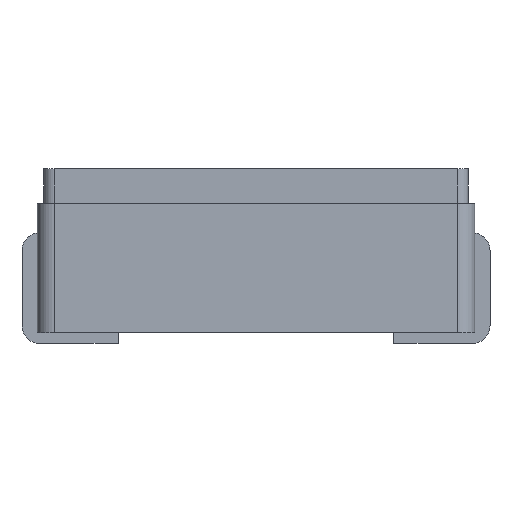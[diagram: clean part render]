
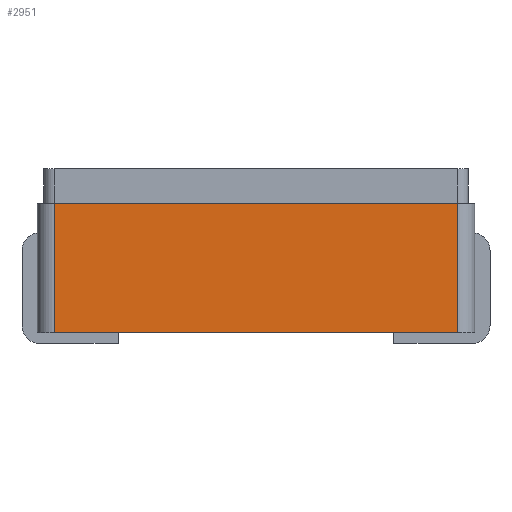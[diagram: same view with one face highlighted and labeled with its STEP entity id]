
A CAD part, front view. The second image highlights one B-rep face of the part: STEP entity #2951.
In plain terms, the highlighted planar face has unit normal (0, -1, 0).
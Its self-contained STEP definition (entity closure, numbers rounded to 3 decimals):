
#445=ORIENTED_EDGE('',*,*,#941,.F.);
#446=ORIENTED_EDGE('',*,*,#899,.T.);
#447=ORIENTED_EDGE('',*,*,#938,.T.);
#448=ORIENTED_EDGE('',*,*,#930,.T.);
#899=EDGE_CURVE('',#1214,#1213,#1438,.T.);
#930=EDGE_CURVE('',#1236,#1235,#1461,.T.);
#938=EDGE_CURVE('',#1213,#1236,#1466,.T.);
#941=EDGE_CURVE('',#1214,#1235,#1469,.T.);
#1213=VERTEX_POINT('',#3729);
#1214=VERTEX_POINT('',#3731);
#1235=VERTEX_POINT('',#3787);
#1236=VERTEX_POINT('',#3789);
#1438=LINE('',#3730,#1611);
#1461=LINE('',#3788,#1634);
#1466=LINE('',#3801,#1639);
#1469=LINE('',#3807,#1642);
#1611=VECTOR('',#3258,1000.);
#1634=VECTOR('',#3307,1000.);
#1639=VECTOR('',#3320,1000.);
#1642=VECTOR('',#3329,1000.);
#1769=EDGE_LOOP('',(#445,#446,#447,#448));
#1899=FACE_BOUND('',#1769,.T.);
#2013=PLANE('',#3093);
#2951=ADVANCED_FACE('',(#1899),#2013,.F.);
#3093=AXIS2_PLACEMENT_3D('',#4183,#3367,#3368);
#3258=DIRECTION('',(-1.,0.,0.));
#3307=DIRECTION('',(1.,0.,0.));
#3320=DIRECTION('',(0.,0.,-1.));
#3329=DIRECTION('',(0.,0.,-1.));
#3367=DIRECTION('',(0.,1.,0.));
#3368=DIRECTION('',(-1.,0.,0.));
#3729=CARTESIAN_POINT('',(-4.6,-5.,2.95));
#3730=CARTESIAN_POINT('',(4.6,-5.,2.95));
#3731=CARTESIAN_POINT('',(4.6,-5.,2.95));
#3787=CARTESIAN_POINT('',(4.6,-5.,0.));
#3788=CARTESIAN_POINT('',(-5.,-5.,0.));
#3789=CARTESIAN_POINT('',(-4.6,-5.,0.));
#3801=CARTESIAN_POINT('',(-4.6,-5.,3.75));
#3807=CARTESIAN_POINT('',(4.6,-5.,3.75));
#4183=CARTESIAN_POINT('',(-5.,-5.,3.75));
